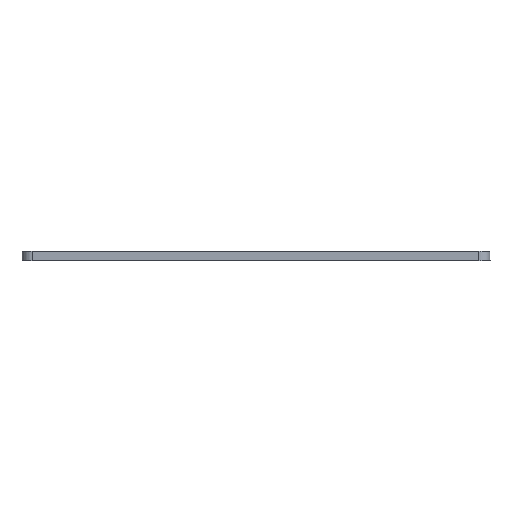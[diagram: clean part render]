
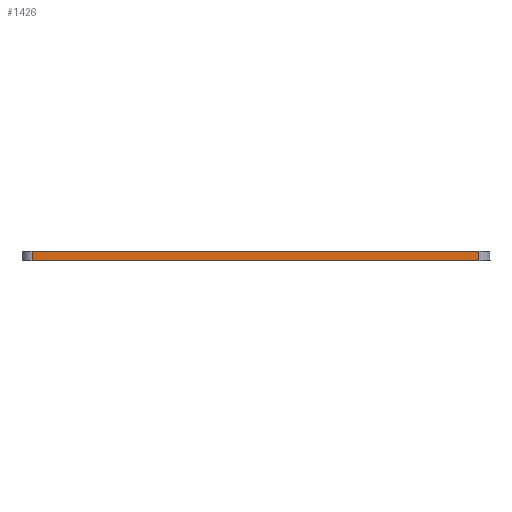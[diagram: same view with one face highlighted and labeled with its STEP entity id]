
A CAD part, left-side view. The second image highlights one B-rep face of the part: STEP entity #1426.
In plain terms, the highlighted planar face has unit normal (-1, 0.032, 0).
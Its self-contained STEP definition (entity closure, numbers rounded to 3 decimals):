
#413=DIRECTION('',(-0.032,-0.999,0.));
#414=VECTOR('',#413,292.);
#415=CARTESIAN_POINT('',(-6.931,0.223,3.));
#416=LINE('',#415,#414);
#526=DIRECTION('',(0.032,0.999,0.));
#527=VECTOR('',#526,292.);
#528=CARTESIAN_POINT('',(-16.322,-291.626,-3.));
#529=LINE('',#528,#527);
#760=DIRECTION('',(0.,0.,1.));
#761=VECTOR('',#760,6.);
#762=CARTESIAN_POINT('',(-6.931,0.223,-3.));
#763=LINE('',#762,#761);
#767=DIRECTION('',(0.,0.,-1.));
#768=VECTOR('',#767,6.);
#769=CARTESIAN_POINT('',(-16.322,-291.626,3.));
#770=LINE('',#769,#768);
#900=CARTESIAN_POINT('',(-16.322,-291.626,-3.));
#901=VERTEX_POINT('',#900);
#902=CARTESIAN_POINT('',(-16.322,-291.626,3.));
#903=VERTEX_POINT('',#902);
#916=CARTESIAN_POINT('',(-6.931,0.223,-3.));
#917=VERTEX_POINT('',#916);
#918=CARTESIAN_POINT('',(-6.931,0.223,3.));
#919=VERTEX_POINT('',#918);
#1414=CARTESIAN_POINT('',(-6.931,0.223,3.));
#1415=DIRECTION('',(-0.999,0.032,0.));
#1416=DIRECTION('',(0.,0.,-1.));
#1417=AXIS2_PLACEMENT_3D('',#1414,#1415,#1416);
#1418=PLANE('',#1417);
#1419=ORIENTED_EDGE('',*,*,#1408,.T.);
#1420=ORIENTED_EDGE('',*,*,#1220,.T.);
#1422=ORIENTED_EDGE('',*,*,#1421,.T.);
#1423=ORIENTED_EDGE('',*,*,#1277,.T.);
#1424=EDGE_LOOP('',(#1419,#1420,#1422,#1423));
#1425=FACE_OUTER_BOUND('',#1424,.F.);
#1220=EDGE_CURVE('',#919,#903,#416,.T.);
#1277=EDGE_CURVE('',#901,#917,#529,.T.);
#1408=EDGE_CURVE('',#917,#919,#763,.T.);
#1421=EDGE_CURVE('',#903,#901,#770,.T.);
#1426=ADVANCED_FACE('',(#1425),#1418,.T.);
